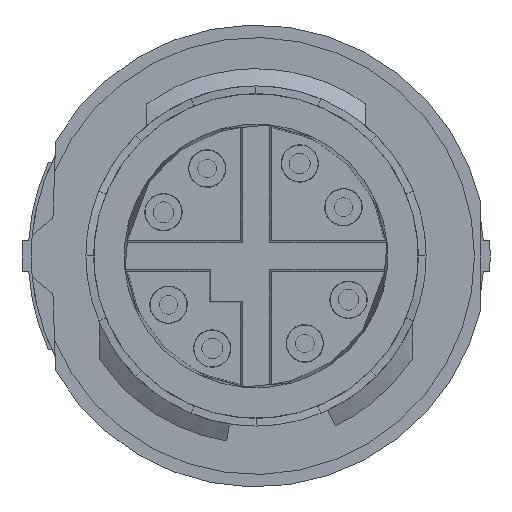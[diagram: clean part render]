
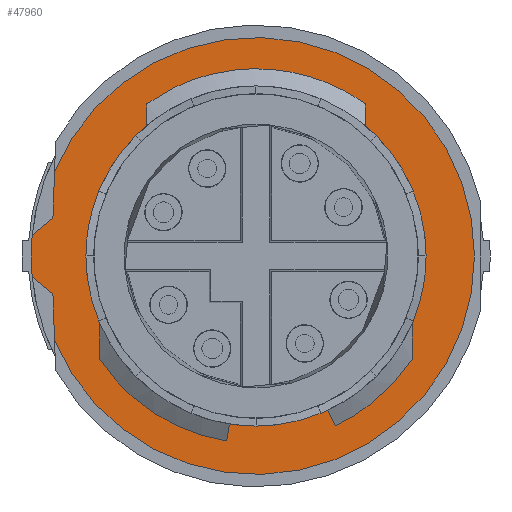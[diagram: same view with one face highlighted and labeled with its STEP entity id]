
A CAD part, left-side view. The second image highlights one B-rep face of the part: STEP entity #47960.
In plain terms, the highlighted planar face has unit normal (-1, 0, 0).
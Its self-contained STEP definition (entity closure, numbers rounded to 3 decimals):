
#44820=CARTESIAN_POINT('',(-37.678,7.2,
0.));
#44830=VERTEX_POINT('',#44820);
#44860=CARTESIAN_POINT('',(-37.678,0.,
0.));
#44870=DIRECTION('',(1.,0.,0.));
#44880=DIRECTION('',(0.,1.,0.));
#44890=AXIS2_PLACEMENT_3D('',#44860,#44870,#44880);
#44900=CIRCLE('',#44890,7.2);
#44910=CARTESIAN_POINT('',(-37.678,7.168,
-0.675));
#44920=VERTEX_POINT('',#44910);
#44930=EDGE_CURVE('',#44920,#44830,#44900,.T.);
#45820=CARTESIAN_POINT('',(-37.678,-6.975,
-12.128));
#45830=DIRECTION('',(0.,0.777,
0.629));
#45840=VECTOR('',#45830,1.);
#45850=LINE('',#45820,#45840);
#45860=CARTESIAN_POINT('',(-37.678,6.507,
-1.21));
#45870=VERTEX_POINT('',#45860);
#45880=EDGE_CURVE('',#45870,#44920,#45850,.T.);
#46150=CARTESIAN_POINT('',(-37.678,6.55,
0.));
#46160=DIRECTION('',(0.,0.035,
0.999));
#46170=VECTOR('',#46160,1.);
#46180=LINE('',#46150,#46170);
#46190=CARTESIAN_POINT('',(-37.678,6.455,
-2.708));
#46200=VERTEX_POINT('',#46190);
#46210=EDGE_CURVE('',#46200,#45870,#46180,.T.);
#47260=CARTESIAN_POINT('',(-37.678,0.,0.));
#47270=DIRECTION('',(-1.,0.,0.));
#47280=DIRECTION('',(0.,0.,-1.));
#47290=AXIS2_PLACEMENT_3D('',#47260,#47270,#47280);
#47300=CIRCLE('',#47290,7.);
#47310=CARTESIAN_POINT('',(-37.678,6.455,
2.708));
#47320=VERTEX_POINT('',#47310);
#47330=EDGE_CURVE('',#46200,#47320,#47300,.T.);
#47520=CARTESIAN_POINT('',(-37.678,-6.225,
0.));
#47530=DIRECTION('',(-1.,0.,0.));
#47540=DIRECTION('',(0.,0.,-1.));
#47550=AXIS2_PLACEMENT_3D('',#47520,#47530,#47540);
#47560=PLANE('',#47550);
#47570=CARTESIAN_POINT('',(-37.678,0.,
0.));
#47580=DIRECTION('',(1.,0.,0.));
#47590=DIRECTION('',(0.,0.966,
0.259));
#47600=AXIS2_PLACEMENT_3D('',#47570,#47580,#47590);
#47610=CIRCLE('',#47600,5.45);
#47620=CARTESIAN_POINT('',(-37.678,5.264,
1.411));
#47630=VERTEX_POINT('',#47620);
#47640=CARTESIAN_POINT('',(-37.678,-5.264,
-1.411));
#47650=VERTEX_POINT('',#47640);
#47660=EDGE_CURVE('',#47630,#47650,#47610,.T.);
#47670=ORIENTED_EDGE('',*,*,#47660,.T.);
#47680=EDGE_CURVE('',#47650,#47630,#47610,.T.);
#47690=ORIENTED_EDGE('',*,*,#47680,.T.);
#47700=EDGE_LOOP('',(#47690,#47670));
#47710=FACE_BOUND('',#47700,.T.);
#47720=CARTESIAN_POINT('',(-37.678,-6.975,
12.128));
#47730=DIRECTION('',(0.,-0.777,
0.629));
#47740=VECTOR('',#47730,1.);
#47750=LINE('',#47720,#47740);
#47760=CARTESIAN_POINT('',(-37.678,7.168,
0.675));
#47770=VERTEX_POINT('',#47760);
#47780=CARTESIAN_POINT('',(-37.678,6.507,
1.21));
#47790=VERTEX_POINT('',#47780);
#47800=EDGE_CURVE('',#47770,#47790,#47750,.T.);
#47810=ORIENTED_EDGE('',*,*,#47800,.F.);
#47820=CARTESIAN_POINT('',(-37.678,6.55,
0.));
#47830=DIRECTION('',(0.,-0.035,
0.999));
#47840=VECTOR('',#47830,1.);
#47850=LINE('',#47820,#47840);
#47860=EDGE_CURVE('',#47790,#47320,#47850,.T.);
#47870=ORIENTED_EDGE('',*,*,#47860,.F.);
#47880=ORIENTED_EDGE('',*,*,#47330,.T.);
#47890=ORIENTED_EDGE('',*,*,#46210,.F.);
#47900=ORIENTED_EDGE('',*,*,#45880,.F.);
#47910=ORIENTED_EDGE('',*,*,#44930,.F.);
#47920=EDGE_CURVE('',#44830,#47770,#44900,.T.);
#47930=ORIENTED_EDGE('',*,*,#47920,.F.);
#47940=EDGE_LOOP('',(#47930,#47910,#47900,#47890,#47880,#47870,#47810));
#47950=FACE_OUTER_BOUND('',#47940,.T.);
#47960=ADVANCED_FACE('',(#47710,#47950),#47560,.T.);
